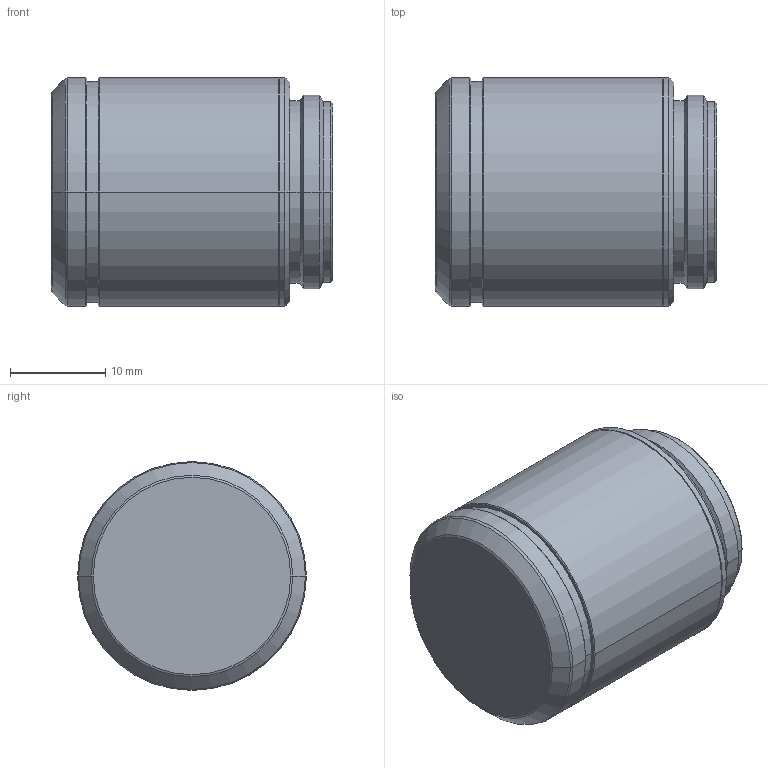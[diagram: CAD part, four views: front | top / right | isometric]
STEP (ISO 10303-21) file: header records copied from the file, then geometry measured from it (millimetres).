
FILE_DESCRIPTION (( 'STEP AP203' ), '1' );
FILE_NAME ('690071.step', '2025-04-14T08:40:07', ( 'MSI' ), ( '' ), 'SwSTEP 2.0', 'SolidWorks 2020', '' );
FILE_SCHEMA (( 'CONFIG_CONTROL_DESIGN' ));
Length unit declared in the file: millimetre
Products named in the file (3): 690071; MPLN5X.stp; 690071.stp
Assembly tree (2 placements, depth 3):
  690071
    690071.stp
      MPLN5X.stp
Bounding box: 29.5 x 24 x 24 mm (x, y, z)
Volume: 12538.8 mm3; surface area: 3064 mm2
Topology: 1 solids, 1 shells, 40 faces, 78 edges, 44 vertices
Faces by surface type: cone 20, cylinder 14, plane 6
Entity records: 1323 total; most frequent: DIRECTION 214, CARTESIAN_POINT 168, ORIENTED_EDGE 156, AXIS2_PLACEMENT_3D 90, EDGE_CURVE 78, VERTEX_POINT 44, CIRCLE 44, EDGE_LOOP 44
